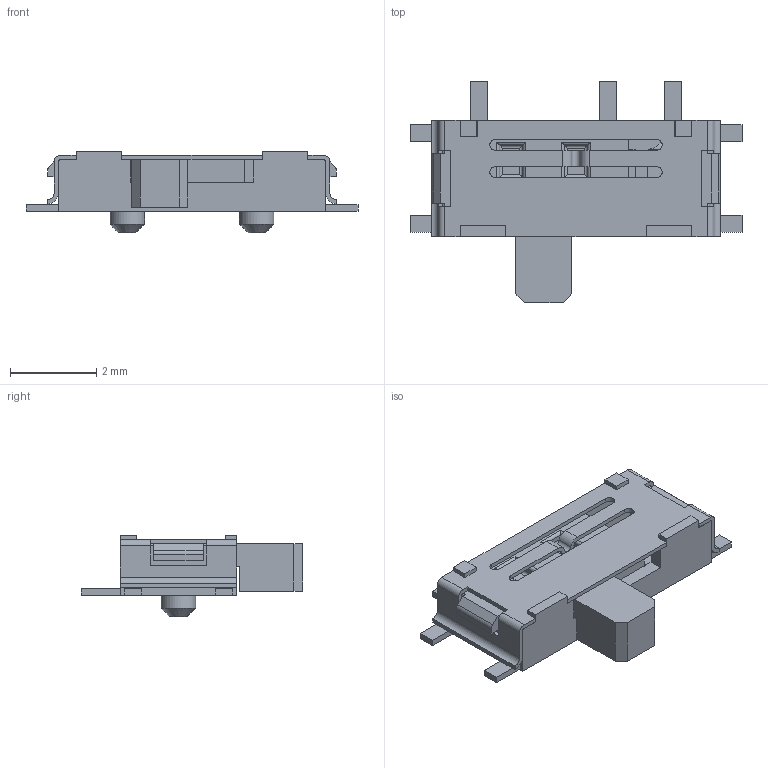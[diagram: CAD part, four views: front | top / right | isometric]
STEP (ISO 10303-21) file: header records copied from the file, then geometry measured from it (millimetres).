
FILE_DESCRIPTION(('FreeCAD Model'),'2;1');
FILE_NAME('wurth.step','2020-12-10T13:10:24',( 'Author'),(''),'Open CASCADE STEP processor 7.3','FreeCAD','Unknown' );
FILE_SCHEMA(('AUTOMOTIVE_DESIGN { 1 0 10303 214 1 1 1 1 }'));
Length unit declared in the file: millimetre
Products named in the file (7): Slider; Cover; Pin_4; Frame; Pin_1; Pin_3; Pin_2
Bounding box: 7.7 x 5.13 x 1.9 mm (x, y, z)
Volume: 19.5 mm3; surface area: 185.7 mm2
Topology: 7 solids, 7 shells, 254 faces, 704 edges, 462 vertices
Faces by surface type: plane 186, cylinder 66, cone 2
Full cylindrical faces by diameter (mm): 0.5 x2, 0.8 x2
Entity records: 20561 total; most frequent: CARTESIAN_POINT 4609, DIRECTION 2606, LINE 1830, VECTOR 1830, ORIENTED_EDGE 1408, PCURVE 1408, DEFINITIONAL_REPRESENTATION 1408, EDGE_CURVE 704
